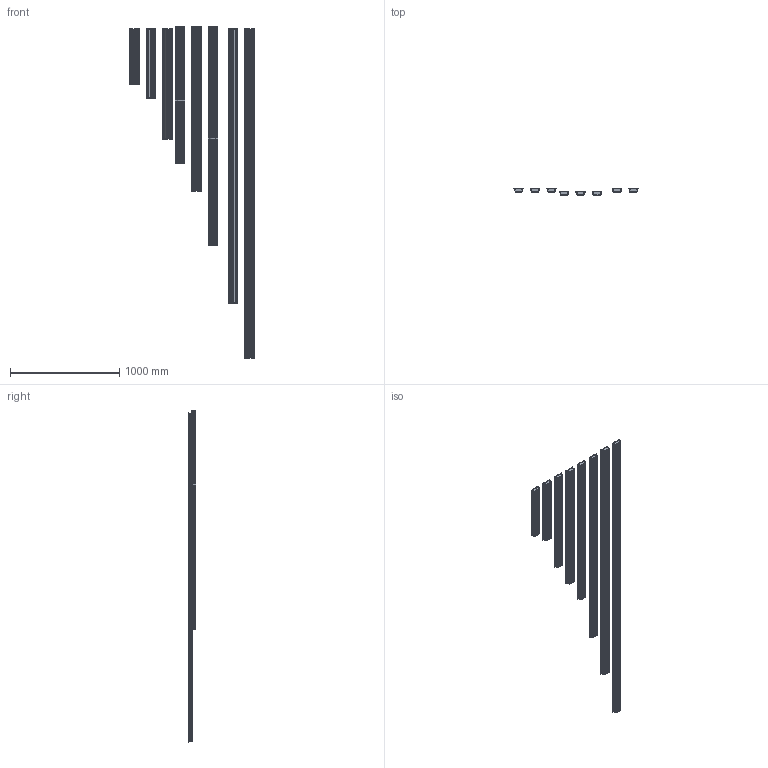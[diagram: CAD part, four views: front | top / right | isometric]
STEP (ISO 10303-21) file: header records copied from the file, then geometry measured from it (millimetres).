
FILE_DESCRIPTION (( 'STEP AP214' ), '1' );
FILE_NAME ('7535in v2 FULL MOD.STEP', '2020-08-05T11:16:40', ( '' ), ( '' ), 'SwSTEP 2.0', 'SolidWorks 2018', '' );
FILE_SCHEMA (( 'AUTOMOTIVE_DESIGN' ));
Length unit declared in the file: millimetre
Products named in the file (28): COVER-65_3000; COVER-65_1000; 7535in v2_3000; 7535in v2 ASSEMBLY_1250; 7535in v2 ASSEMBLY_1000; 7535in v2 ASSEMBLY_2000; hexa csunk flathd screw_iso_ISO 14581 M2x4x4-N; 7535in v2 ASSEMBLY_1500; 7535in v2_2000; Çåðêàëüíî îòðàçèòü7535_CUP; COVER-65_1250; 7535in v2 ASSEMBLY_500; COVER-65_2000; COVER-65_625; 7535in v2_500; 7535in v2_625; COVER-65_2500; 7535in v2 ASSEMBLY_625; 7535in v2_1000; 7535in v2 FULL MOD; COVER-65_1500; 7535in v2_2500; 7535in v2_1500; 7535in v2 ASSEMBLY_2500; 7535_CUP; 7535in v2 ASSEMBLY_3000; 7535in v2_1250; COVER-65_500
Assembly tree (104 placements, depth 3):
  7535in v2 FULL MOD
    7535in v2 ASSEMBLY_500
      7535in v2_500
      hexa csunk flathd screw_iso_ISO 14581 M2x4x4-N  x8
      COVER-65_500
      7535_CUP
      Çåðêàëüíî îòðàçèòü7535_CUP
    7535in v2 ASSEMBLY_625
      7535in v2_625
      hexa csunk flathd screw_iso_ISO 14581 M2x4x4-N  x8
      COVER-65_625
      7535_CUP
      Çåðêàëüíî îòðàçèòü7535_CUP
    7535in v2 ASSEMBLY_1000
      7535in v2_1000
      hexa csunk flathd screw_iso_ISO 14581 M2x4x4-N  x8
      COVER-65_1000
      7535_CUP
      Çåðêàëüíî îòðàçèòü7535_CUP
    7535in v2 ASSEMBLY_1250
      7535in v2_1250
      hexa csunk flathd screw_iso_ISO 14581 M2x4x4-N  x8
      COVER-65_1250
      7535_CUP
      Çåðêàëüíî îòðàçèòü7535_CUP
    7535in v2 ASSEMBLY_1500
      7535in v2_1500
      hexa csunk flathd screw_iso_ISO 14581 M2x4x4-N  x8
      COVER-65_1500
      7535_CUP
      Çåðêàëüíî îòðàçèòü7535_CUP
    7535in v2 ASSEMBLY_2000
      7535in v2_2000
      hexa csunk flathd screw_iso_ISO 14581 M2x4x4-N  x8
      COVER-65_2000
      7535_CUP
      Çåðêàëüíî îòðàçèòü7535_CUP
    7535in v2 ASSEMBLY_2500
      7535in v2_2500
      hexa csunk flathd screw_iso_ISO 14581 M2x4x4-N  x8
      COVER-65_2500
      7535_CUP
      Çåðêàëüíî îòðàçèòü7535_CUP
    7535in v2 ASSEMBLY_3000
      7535in v2_3000
      hexa csunk flathd screw_iso_ISO 14581 M2x4x4-N  x8
      COVER-65_3000
      7535_CUP
      Çåðêàëüíî îòðàçèòü7535_CUP
Bounding box: 1139 x 67.81 x 3034.99 mm (x, y, z)
Volume: 6666333.3 mm3; surface area: 7890357.6 mm2
Topology: 96 solids, 96 shells, 3824 faces, 10640 edges, 7008 vertices
Faces by surface type: cylinder 2000, plane 1568, cone 256
Full cylindrical faces by diameter (mm): 2 x64, 2.1 x48, 2.132 x16, 3.8 x64
Entity records: 73586 total; most frequent: CARTESIAN_POINT 12892, DIRECTION 12722, ORIENTED_EDGE 12610, EDGE_CURVE 6305, LINE 4396, VECTOR 4396, VERTEX_POINT 4213, AXIS2_PLACEMENT_3D 4163
